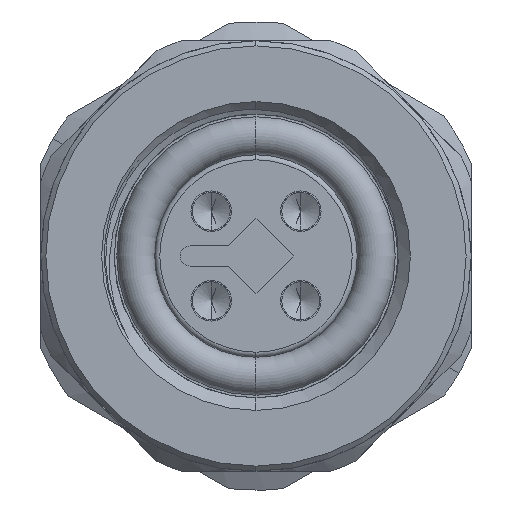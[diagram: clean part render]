
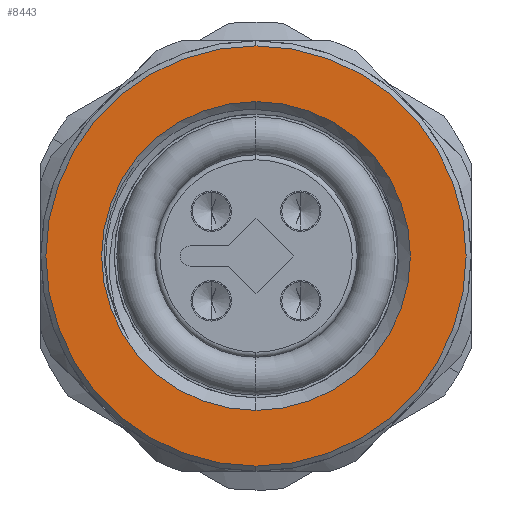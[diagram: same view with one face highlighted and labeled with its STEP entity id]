
A CAD part, left-side view. The second image highlights one B-rep face of the part: STEP entity #8443.
In plain terms, the highlighted face is planar.
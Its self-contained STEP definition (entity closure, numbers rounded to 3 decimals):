
#62 = DIRECTION ( 'NONE',  ( 1., 0., 0. ) ) ;
#374 = AXIS2_PLACEMENT_3D ( 'NONE', #16008, #2651, #7186 ) ;
#595 = DIRECTION ( 'NONE',  ( -1., 0., 0. ) ) ;
#1100 = CIRCLE ( 'NONE', #2645, 8.3 ) ;
#1265 = ORIENTED_EDGE ( 'NONE', *, *, #12977, .T. ) ;
#1857 = AXIS2_PLACEMENT_3D ( 'NONE', #11337, #2494, #5157 ) ;
#1923 = CIRCLE ( 'NONE', #374, 6.1 ) ;
#2494 = DIRECTION ( 'NONE',  ( -1., 0., 0. ) ) ;
#2645 = AXIS2_PLACEMENT_3D ( 'NONE', #13581, #62, #4547 ) ;
#2651 = DIRECTION ( 'NONE',  ( -1., 0., 0. ) ) ;
#4058 = FACE_BOUND ( 'NONE', #10029, .T. ) ;
#4505 = AXIS2_PLACEMENT_3D ( 'NONE', #11364, #595, #11083 ) ;
#4547 = DIRECTION ( 'NONE',  ( 0., 0., 1. ) ) ;
#4770 = EDGE_LOOP ( 'NONE', ( #12912, #12036 ) ) ;
#5157 = DIRECTION ( 'NONE',  ( 0., 0., 1. ) ) ;
#5497 = ORIENTED_EDGE ( 'NONE', *, *, #17456, .T. ) ;
#5724 = CARTESIAN_POINT ( 'NONE',  ( 10.5, 0., -8.3 ) ) ;
#6398 = CARTESIAN_POINT ( 'NONE',  ( 10.5, 0., 0. ) ) ;
#7186 = DIRECTION ( 'NONE',  ( 0., 0., 1. ) ) ;
#7677 = CARTESIAN_POINT ( 'NONE',  ( 10.5, 0., -6.1 ) ) ;
#8443 = ADVANCED_FACE ( 'NONE', ( #9858, #4058 ), #14287, .F. ) ;
#9858 = FACE_OUTER_BOUND ( 'NONE', #4770, .T. ) ;
#10029 = EDGE_LOOP ( 'NONE', ( #1265, #5497 ) ) ;
#10992 = VERTEX_POINT ( 'NONE', #5724 ) ;
#11038 = CARTESIAN_POINT ( 'NONE',  ( 10.5, 0., 8.3 ) ) ;
#11083 = DIRECTION ( 'NONE',  ( 0., 0., 1. ) ) ;
#11337 = CARTESIAN_POINT ( 'NONE',  ( 10.5, 8.5, 0. ) ) ;
#11364 = CARTESIAN_POINT ( 'NONE',  ( 10.5, 0., 0. ) ) ;
#11725 = CIRCLE ( 'NONE', #4505, 6.1 ) ;
#11912 = CARTESIAN_POINT ( 'NONE',  ( 10.5, 0., 6.1 ) ) ;
#12036 = ORIENTED_EDGE ( 'NONE', *, *, #18149, .T. ) ;
#12586 = VERTEX_POINT ( 'NONE', #11912 ) ;
#12703 = EDGE_CURVE ( 'NONE', #17856, #10992, #17574, .T. ) ;
#12801 = VERTEX_POINT ( 'NONE', #7677 ) ;
#12912 = ORIENTED_EDGE ( 'NONE', *, *, #12703, .T. ) ;
#12977 = EDGE_CURVE ( 'NONE', #12801, #12586, #1923, .T. ) ;
#13581 = CARTESIAN_POINT ( 'NONE',  ( 10.5, 0., 0. ) ) ;
#14287 = PLANE ( 'NONE',  #1857 ) ;
#15131 = DIRECTION ( 'NONE',  ( 1., 0., 0. ) ) ;
#16008 = CARTESIAN_POINT ( 'NONE',  ( 10.5, 0., 0. ) ) ;
#17265 = AXIS2_PLACEMENT_3D ( 'NONE', #6398, #15131, #18183 ) ;
#17456 = EDGE_CURVE ( 'NONE', #12586, #12801, #11725, .T. ) ;
#17574 = CIRCLE ( 'NONE', #17265, 8.3 ) ;
#17856 = VERTEX_POINT ( 'NONE', #11038 ) ;
#18149 = EDGE_CURVE ( 'NONE', #10992, #17856, #1100, .T. ) ;
#18183 = DIRECTION ( 'NONE',  ( 0., 0., 1. ) ) ;
